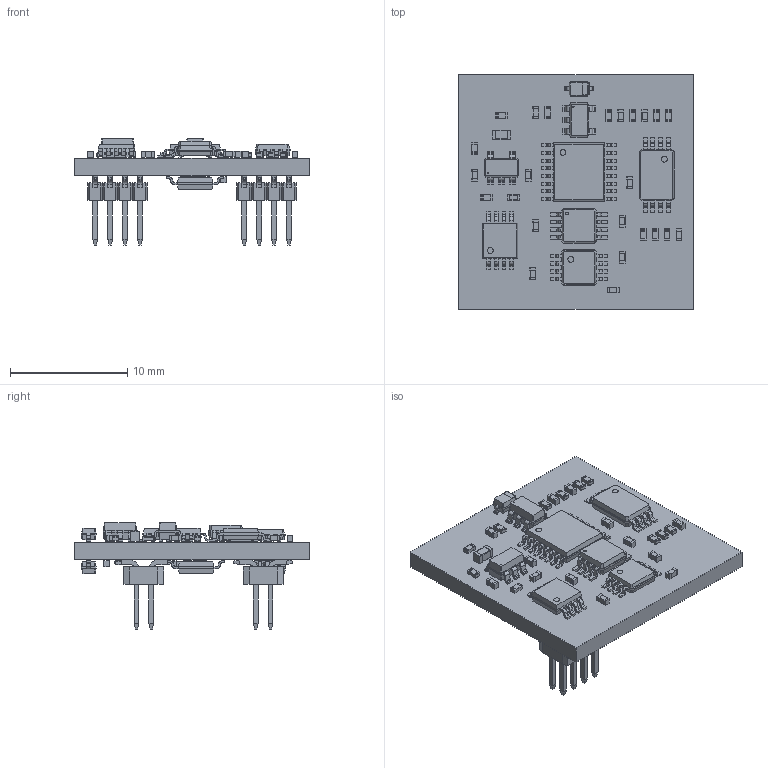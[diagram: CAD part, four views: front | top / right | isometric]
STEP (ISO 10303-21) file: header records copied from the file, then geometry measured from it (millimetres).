
FILE_DESCRIPTION(('KiCad electronic assembly'),'2;1');
FILE_NAME('MADC.step','2025-08-07T21:22:14',('Pcbnew'),('Kicad'), 'Open CASCADE STEP processor 7.9','KiCad to STEP converter','Unknown' );
FILE_SCHEMA(('AUTOMOTIVE_DESIGN { 1 0 10303 214 1 1 1 1 }'));
Length unit declared in the file: millimetre
Products named in the file (15): MADC 1; C_0402_1005Metric; D_SOD-323; R_0402_1005Metric; TSSOP-8_4.4x3mm_P0.65mm; C_0603_1608Metric; SOT-23-5; TSSOP-16_4.4x5mm_P0.65mm; VSSOP-8_3x3mm_P0.65mm; MSOP-8-1EP_3x3mm_P0.65mm_EP1.73x1.85mm; MSOP-8_3x3mm_P0.65mm; 62100821021 (rev1); 621x0821021_Housing; 6210xx21021_PIN; MADC_PCB
Assembly tree (51 placements, depth 3):
  MADC 1
    C_0402_1005Metric  x15
    D_SOD-323  x2
    R_0402_1005Metric  x12
    TSSOP-8_4.4x3mm_P0.65mm
    C_0603_1608Metric
    SOT-23-5  x2
    TSSOP-16_4.4x5mm_P0.65mm
    VSSOP-8_3x3mm_P0.65mm
    MSOP-8-1EP_3x3mm_P0.65mm_EP1.73x1.85mm  x3
    MSOP-8_3x3mm_P0.65mm
    62100821021 (rev1)  x2
      621x0821021_Housing
      6210xx21021_PIN
    MADC_PCB
Bounding box: 20 x 20 x 9.05 mm (x, y, z)
Volume: 769.2 mm3; surface area: 1732 mm2
Topology: 58 solids, 58 shells, 2660 faces, 6951 edges, 4437 vertices
Faces by surface type: plane 1884, cylinder 632, bspline 144
Entity records: 46357 total; most frequent: CARTESIAN_POINT 6868, ORIENTED_EDGE 6350, DIRECTION 5833, EDGE_CURVE 3177, LINE 2519, VECTOR 2519, VERTEX_POINT 2020, AXIS2_PLACEMENT_3D 1657
